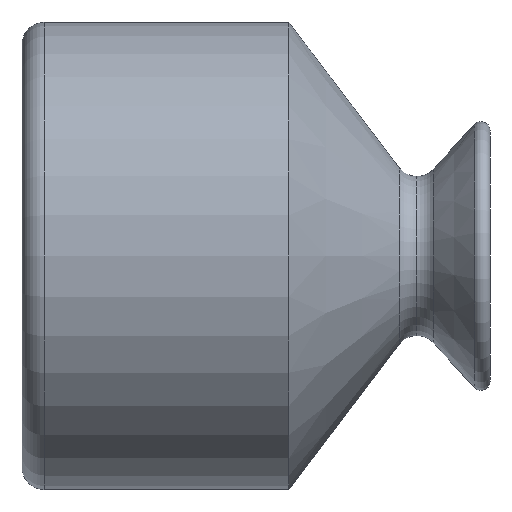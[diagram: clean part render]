
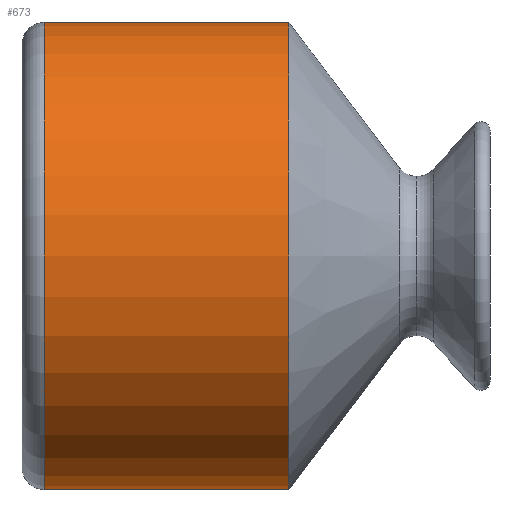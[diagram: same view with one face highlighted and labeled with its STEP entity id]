
A CAD part, left-side view. The second image highlights one B-rep face of the part: STEP entity #673.
In plain terms, the highlighted cylindrical face has radius 5.25 mm (diameter 10.5 mm), a partial arc.
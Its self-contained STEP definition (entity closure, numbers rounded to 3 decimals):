
#2 = AXIS2_PLACEMENT_3D ( 'NONE', #665, #511, #206 ) ;
#25 = CARTESIAN_POINT ( 'NONE',  ( 0., -0.5, 5.25 ) ) ;
#33 = ORIENTED_EDGE ( 'NONE', *, *, #476, .T. ) ;
#64 = EDGE_LOOP ( 'NONE', ( #708, #250, #33, #315 ) ) ;
#65 = VERTEX_POINT ( 'NONE', #426 ) ;
#73 = AXIS2_PLACEMENT_3D ( 'NONE', #200, #598, #386 ) ;
#109 = FACE_OUTER_BOUND ( 'NONE', #64, .T. ) ;
#142 = CIRCLE ( 'NONE', #2, 5.25 ) ;
#150 = CARTESIAN_POINT ( 'NONE',  ( 0., -6., -5.25 ) ) ;
#151 = LINE ( 'NONE', #373, #185 ) ;
#152 = CARTESIAN_POINT ( 'NONE',  ( 0., 0., 0. ) ) ;
#185 = VECTOR ( 'NONE', #602, 1000. ) ;
#200 = CARTESIAN_POINT ( 'NONE',  ( 0., -0.5, 0. ) ) ;
#206 = DIRECTION ( 'NONE',  ( 0., 0., 1. ) ) ;
#240 = CARTESIAN_POINT ( 'NONE',  ( 0., 0., 5.25 ) ) ;
#250 = ORIENTED_EDGE ( 'NONE', *, *, #295, .T. ) ;
#295 = EDGE_CURVE ( 'NONE', #633, #558, #142, .T. ) ;
#299 = CARTESIAN_POINT ( 'NONE',  ( 0., -6., 5.25 ) ) ;
#307 = AXIS2_PLACEMENT_3D ( 'NONE', #152, #593, #713 ) ;
#315 = ORIENTED_EDGE ( 'NONE', *, *, #687, .F. ) ;
#349 = CYLINDRICAL_SURFACE ( 'NONE', #307, 5.25 ) ;
#358 = LINE ( 'NONE', #240, #494 ) ;
#373 = CARTESIAN_POINT ( 'NONE',  ( 0., 0., -5.25 ) ) ;
#386 = DIRECTION ( 'NONE',  ( 0., 0., 1. ) ) ;
#426 = CARTESIAN_POINT ( 'NONE',  ( 0., -0.5, -5.25 ) ) ;
#476 = EDGE_CURVE ( 'NONE', #558, #623, #358, .T. ) ;
#494 = VECTOR ( 'NONE', #525, 1000. ) ;
#511 = DIRECTION ( 'NONE',  ( 0., 1., 0. ) ) ;
#525 = DIRECTION ( 'NONE',  ( 0., 1., 0. ) ) ;
#558 = VERTEX_POINT ( 'NONE', #299 ) ;
#593 = DIRECTION ( 'NONE',  ( 0., 1., 0. ) ) ;
#598 = DIRECTION ( 'NONE',  ( 0., 1., 0. ) ) ;
#602 = DIRECTION ( 'NONE',  ( 0., 1., 0. ) ) ;
#623 = VERTEX_POINT ( 'NONE', #25 ) ;
#633 = VERTEX_POINT ( 'NONE', #150 ) ;
#638 = EDGE_CURVE ( 'NONE', #633, #65, #151, .T. ) ;
#665 = CARTESIAN_POINT ( 'NONE',  ( 0., -6., 0. ) ) ;
#673 = ADVANCED_FACE ( 'NONE', ( #109 ), #349, .T. ) ;
#687 = EDGE_CURVE ( 'NONE', #65, #623, #706, .T. ) ;
#706 = CIRCLE ( 'NONE', #73, 5.25 ) ;
#708 = ORIENTED_EDGE ( 'NONE', *, *, #638, .F. ) ;
#713 = DIRECTION ( 'NONE',  ( 0., 0., 1. ) ) ;
